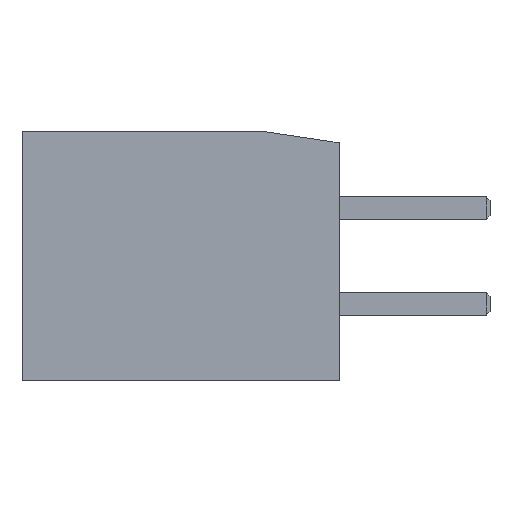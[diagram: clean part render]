
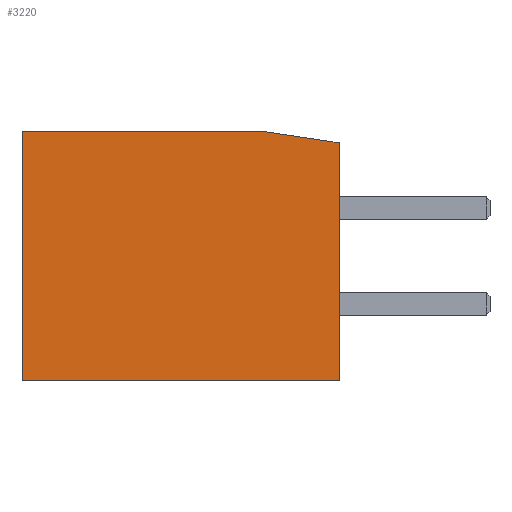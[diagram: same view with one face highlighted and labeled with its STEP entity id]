
A CAD part, left-side view. The second image highlights one B-rep face of the part: STEP entity #3220.
In plain terms, the highlighted planar face has unit normal (-1, 0, 0).
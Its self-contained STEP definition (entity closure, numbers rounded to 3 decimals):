
#60=DIRECTION('',(0.,0.,1.));
#61=VECTOR('',#60,6.3);
#62=CARTESIAN_POINT('',(-9.05,0.,-3.3));
#63=LINE('',#62,#61);
#256=DIRECTION('',(0.,-0.989,-0.148));
#257=VECTOR('',#256,2.022);
#258=CARTESIAN_POINT('',(-9.05,2.,3.3));
#259=LINE('',#258,#257);
#260=DIRECTION('',(0.,1.,0.));
#261=VECTOR('',#260,8.4);
#262=CARTESIAN_POINT('',(-9.05,0.,-3.3));
#263=LINE('',#262,#261);
#317=DIRECTION('',(0.,1.,0.));
#318=VECTOR('',#317,6.4);
#319=CARTESIAN_POINT('',(-9.05,2.,3.3));
#320=LINE('',#319,#318);
#436=DIRECTION('',(0.,0.,1.));
#437=VECTOR('',#436,6.6);
#438=CARTESIAN_POINT('',(-9.05,8.4,-3.3));
#439=LINE('',#438,#437);
#2289=CARTESIAN_POINT('',(-9.05,0.,-3.3));
#2291=VERTEX_POINT('',#2289);
#2292=CARTESIAN_POINT('',(-9.05,8.4,-3.3));
#2293=CARTESIAN_POINT('',(-9.05,8.4,3.3));
#2294=VERTEX_POINT('',#2292);
#2295=VERTEX_POINT('',#2293);
#2364=CARTESIAN_POINT('',(-9.05,0.,3.));
#2366=VERTEX_POINT('',#2364);
#2376=CARTESIAN_POINT('',(-9.05,2.,3.3));
#2377=VERTEX_POINT('',#2376);
#3205=CARTESIAN_POINT('',(-9.05,0.,-3.3));
#3206=DIRECTION('',(-1.,0.,0.));
#3207=DIRECTION('',(0.,0.,1.));
#3208=AXIS2_PLACEMENT_3D('',#3205,#3206,#3207);
#3209=PLANE('',#3208);
#3210=ORIENTED_EDGE('',*,*,#3145,.T.);
#3211=ORIENTED_EDGE('',*,*,#3007,.F.);
#3213=ORIENTED_EDGE('',*,*,#3212,.T.);
#3215=ORIENTED_EDGE('',*,*,#3214,.T.);
#3217=ORIENTED_EDGE('',*,*,#3216,.F.);
#3218=EDGE_LOOP('',(#3210,#3211,#3213,#3215,#3217));
#3219=FACE_OUTER_BOUND('',#3218,.F.);
#3007=EDGE_CURVE('',#2291,#2366,#63,.T.);
#3145=EDGE_CURVE('',#2377,#2366,#259,.T.);
#3212=EDGE_CURVE('',#2291,#2294,#263,.T.);
#3214=EDGE_CURVE('',#2294,#2295,#439,.T.);
#3216=EDGE_CURVE('',#2377,#2295,#320,.T.);
#3220=ADVANCED_FACE('',(#3219),#3209,.T.);
